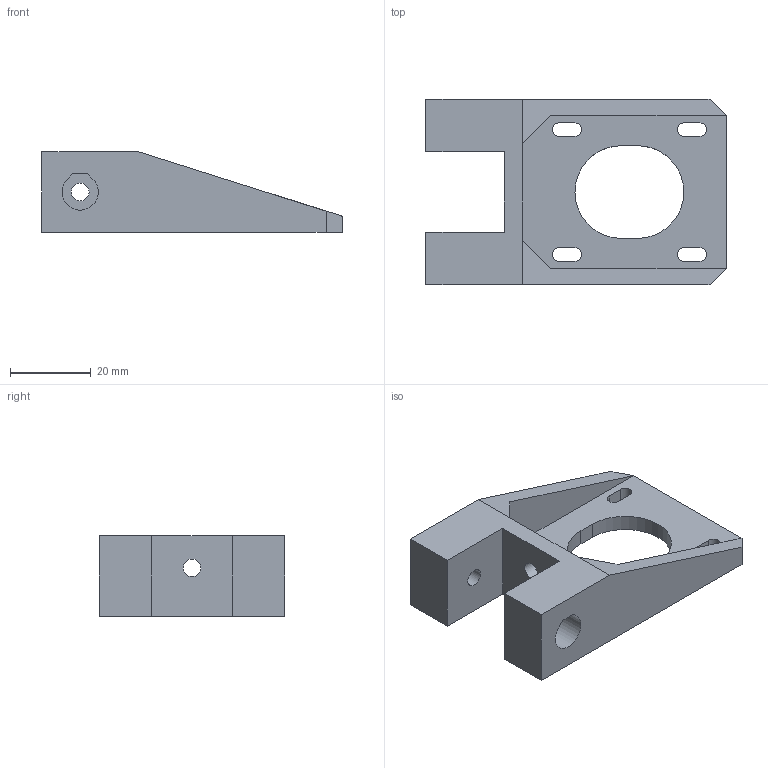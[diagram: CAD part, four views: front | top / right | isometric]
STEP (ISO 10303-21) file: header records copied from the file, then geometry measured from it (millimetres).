
FILE_DESCRIPTION(/* description */ (''),/* implementation_level */ '2;1');
FILE_NAME(/* name */ 'V05-03-02 - Z axis motor mount v2.step',/* time_stamp */ '2021-07-12T23:08:53+03:00',/* author */ (''),/* organization */ (''),/* preprocessor_version */ 'ST-DEVELOPER v18.1',/* originating_system */ 'Autodesk Translation Framework v10.9.0.1377',/* authorisation */ '');
FILE_SCHEMA (('AUTOMOTIVE_DESIGN { 1 0 10303 214 3 1 1 }'));
Length unit declared in the file: millimetre
Products named in the file (1): V05-03-02 - Z axis motor mount
Bounding box: 74.5 x 46 x 20 mm (x, y, z)
Volume: 23752.2 mm3; surface area: 11404.5 mm2
Topology: 1 solids, 1 shells, 53 faces, 141 edges, 92 vertices
Faces by surface type: plane 38, cylinder 15
Full cylindrical faces by diameter (mm): 4.4 x3
Entity records: 1698 total; most frequent: CARTESIAN_POINT 287, ORIENTED_EDGE 282, DIRECTION 279, EDGE_CURVE 141, LINE 111, VECTOR 111, VERTEX_POINT 92, AXIS2_PLACEMENT_3D 84
